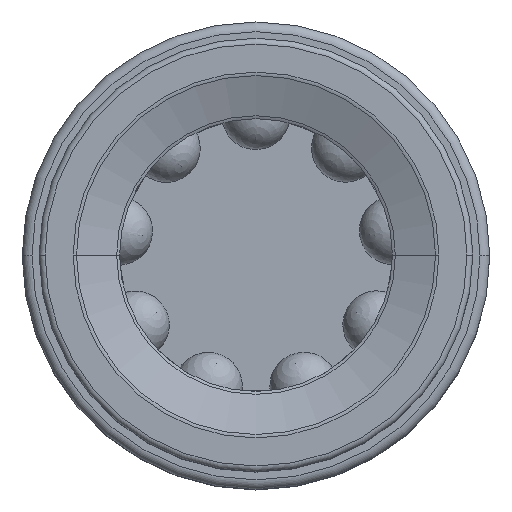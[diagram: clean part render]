
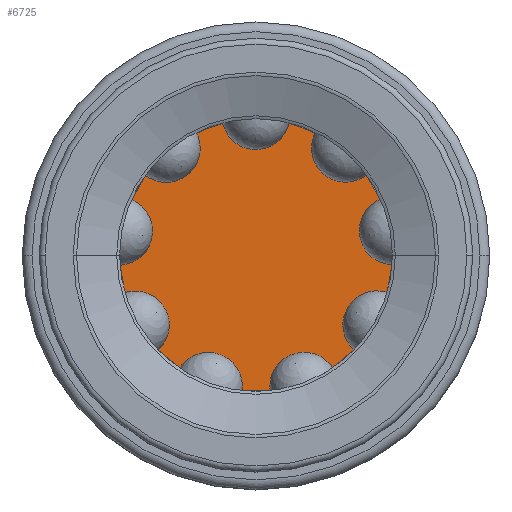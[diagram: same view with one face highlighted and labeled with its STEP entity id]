
A CAD part, top view. The second image highlights one B-rep face of the part: STEP entity #6725.
In plain terms, the highlighted planar face has unit normal (0, 0, 1).
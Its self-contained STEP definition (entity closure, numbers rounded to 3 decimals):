
#862 = FACE_OUTER_BOUND ( 'NONE', #9700, .T. ) ;
#1066 = AXIS2_PLACEMENT_3D ( 'NONE', #8425, #9598, #6670 ) ;
#1479 = DIRECTION ( 'NONE',  ( 0., 0., -1. ) ) ;
#1744 = CIRCLE ( 'NONE', #2970, 7. ) ;
#2970 = AXIS2_PLACEMENT_3D ( 'NONE', #3137, #1479, #5981 ) ;
#3137 = CARTESIAN_POINT ( 'NONE',  ( 0., 0., 2.218 ) ) ;
#3332 = DIRECTION ( 'NONE',  ( 1., 0., 0. ) ) ;
#3610 = VERTEX_POINT ( 'NONE', #10240 ) ;
#3705 = PLANE ( 'NONE',  #1066 ) ;
#5981 = DIRECTION ( 'NONE',  ( 1., 0., 0. ) ) ;
#6670 = DIRECTION ( 'NONE',  ( 1., 0., 0. ) ) ;
#6725 = ADVANCED_FACE ( 'NONE', ( #862 ), #3705, .T. ) ;
#7643 = EDGE_CURVE ( 'NONE', #3610, #19468, #1744, .T. ) ;
#8407 = AXIS2_PLACEMENT_3D ( 'NONE', #10790, #16835, #3332 ) ;
#8425 = CARTESIAN_POINT ( 'NONE',  ( 0., 0., 2.218 ) ) ;
#9023 = CIRCLE ( 'NONE', #8407, 7. ) ;
#9598 = DIRECTION ( 'NONE',  ( 0., 0., 1. ) ) ;
#9700 = EDGE_LOOP ( 'NONE', ( #16691, #17216 ) ) ;
#10240 = CARTESIAN_POINT ( 'NONE',  ( 7., 0., 2.218 ) ) ;
#10790 = CARTESIAN_POINT ( 'NONE',  ( 0., 0., 2.218 ) ) ;
#12237 = CARTESIAN_POINT ( 'NONE',  ( -7., 0., 2.218 ) ) ;
#15128 = EDGE_CURVE ( 'NONE', #19468, #3610, #9023, .T. ) ;
#16691 = ORIENTED_EDGE ( 'NONE', *, *, #7643, .F. ) ;
#16835 = DIRECTION ( 'NONE',  ( 0., 0., -1. ) ) ;
#17216 = ORIENTED_EDGE ( 'NONE', *, *, #15128, .F. ) ;
#19468 = VERTEX_POINT ( 'NONE', #12237 ) ;
